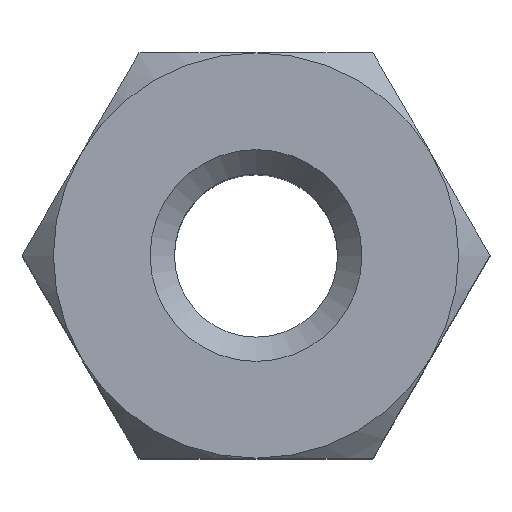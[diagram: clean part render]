
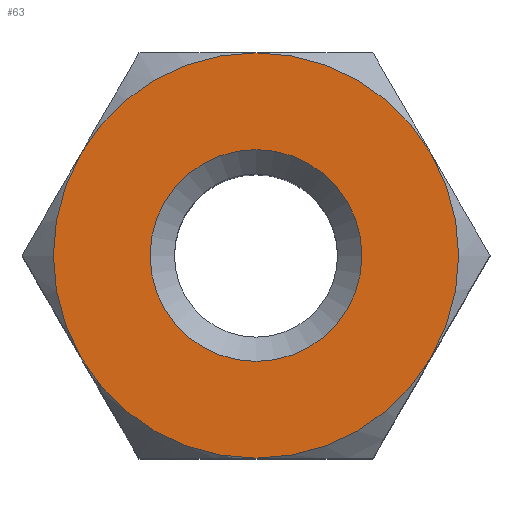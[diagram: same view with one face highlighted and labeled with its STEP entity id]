
A CAD part, top view. The second image highlights one B-rep face of the part: STEP entity #63.
In plain terms, the highlighted planar face has unit normal (0, 0, 1).
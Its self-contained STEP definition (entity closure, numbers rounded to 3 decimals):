
#63 = ADVANCED_FACE( '', ( #134, #135 ), #136, .T. );
#134 = FACE_BOUND( '', #215, .T. );
#135 = FACE_OUTER_BOUND( '', #216, .T. );
#136 = PLANE( '', #217 );
#215 = EDGE_LOOP( '', ( #331 ) );
#216 = EDGE_LOOP( '', ( #332, #333, #334, #335, #336, #337 ) );
#217 = AXIS2_PLACEMENT_3D( '', #338, #339, #340 );
#331 = ORIENTED_EDGE( '', *, *, #485, .T. );
#332 = ORIENTED_EDGE( '', *, *, #486, .F. );
#333 = ORIENTED_EDGE( '', *, *, #451, .F. );
#334 = ORIENTED_EDGE( '', *, *, #482, .F. );
#335 = ORIENTED_EDGE( '', *, *, #464, .T. );
#336 = ORIENTED_EDGE( '', *, *, #487, .F. );
#337 = ORIENTED_EDGE( '', *, *, #461, .F. );
#338 = CARTESIAN_POINT( '', ( 0., 0., 3.5 ) );
#339 = DIRECTION( '', ( 0., 0., 1. ) );
#340 = DIRECTION( '', ( 1., 0., 0. ) );
#451 = EDGE_CURVE( '', #519, #522, #523, .F. );
#461 = EDGE_CURVE( '', #536, #539, #540, .F. );
#464 = EDGE_CURVE( '', #543, #544, #545, .T. );
#482 = EDGE_CURVE( '', #543, #519, #572, .F. );
#485 = EDGE_CURVE( '', #575, #575, #576, .T. );
#486 = EDGE_CURVE( '', #522, #536, #577, .F. );
#487 = EDGE_CURVE( '', #539, #544, #578, .F. );
#519 = VERTEX_POINT( '', #616 );
#522 = VERTEX_POINT( '', #624 );
#523 = CIRCLE( '', #625, 2.5 );
#536 = VERTEX_POINT( '', #666 );
#539 = VERTEX_POINT( '', #676 );
#540 = CIRCLE( '', #677, 2.5 );
#543 = VERTEX_POINT( '', #687 );
#544 = VERTEX_POINT( '', #688 );
#545 = CIRCLE( '', #689, 2.5 );
#572 = CIRCLE( '', #776, 2.5 );
#575 = VERTEX_POINT( '', #784 );
#576 = CIRCLE( '', #785, 1.307 );
#577 = CIRCLE( '', #786, 2.5 );
#578 = CIRCLE( '', #787, 2.5 );
#616 = CARTESIAN_POINT( '', ( 2.165, 1.25, 3.5 ) );
#624 = CARTESIAN_POINT( '', ( 2.165, -1.25, 3.5 ) );
#625 = AXIS2_PLACEMENT_3D( '', #862, #863, #864 );
#666 = CARTESIAN_POINT( '', ( 0., -2.5, 3.5 ) );
#676 = CARTESIAN_POINT( '', ( -2.165, -1.25, 3.5 ) );
#677 = AXIS2_PLACEMENT_3D( '', #867, #868, #869 );
#687 = CARTESIAN_POINT( '', ( 0., 2.5, 3.5 ) );
#688 = CARTESIAN_POINT( '', ( -2.165, 1.25, 3.5 ) );
#689 = AXIS2_PLACEMENT_3D( '', #870, #871, #872 );
#776 = AXIS2_PLACEMENT_3D( '', #878, #879, #880 );
#784 = CARTESIAN_POINT( '', ( 0., 1.307, 3.5 ) );
#785 = AXIS2_PLACEMENT_3D( '', #881, #882, #883 );
#786 = AXIS2_PLACEMENT_3D( '', #884, #885, #886 );
#787 = AXIS2_PLACEMENT_3D( '', #887, #888, #889 );
#862 = CARTESIAN_POINT( '', ( 0., 0., 3.5 ) );
#863 = DIRECTION( '', ( 0., 0., 1. ) );
#864 = DIRECTION( '', ( 1., 0., 0. ) );
#867 = CARTESIAN_POINT( '', ( 0., 0., 3.5 ) );
#868 = DIRECTION( '', ( 0., 0., 1. ) );
#869 = DIRECTION( '', ( 1., 0., 0. ) );
#870 = CARTESIAN_POINT( '', ( 0., 0., 3.5 ) );
#871 = DIRECTION( '', ( 0., 0., 1. ) );
#872 = DIRECTION( '', ( 1., 0., 0. ) );
#878 = CARTESIAN_POINT( '', ( 0., 0., 3.5 ) );
#879 = DIRECTION( '', ( 0., 0., 1. ) );
#880 = DIRECTION( '', ( 1., 0., 0. ) );
#881 = CARTESIAN_POINT( '', ( 0., 0., 3.5 ) );
#882 = DIRECTION( '', ( 0., 0., -1. ) );
#883 = DIRECTION( '', ( 0., 1., 0. ) );
#884 = CARTESIAN_POINT( '', ( 0., 0., 3.5 ) );
#885 = DIRECTION( '', ( 0., 0., 1. ) );
#886 = DIRECTION( '', ( 1., 0., 0. ) );
#887 = CARTESIAN_POINT( '', ( 0., 0., 3.5 ) );
#888 = DIRECTION( '', ( 0., 0., 1. ) );
#889 = DIRECTION( '', ( 1., 0., 0. ) );
